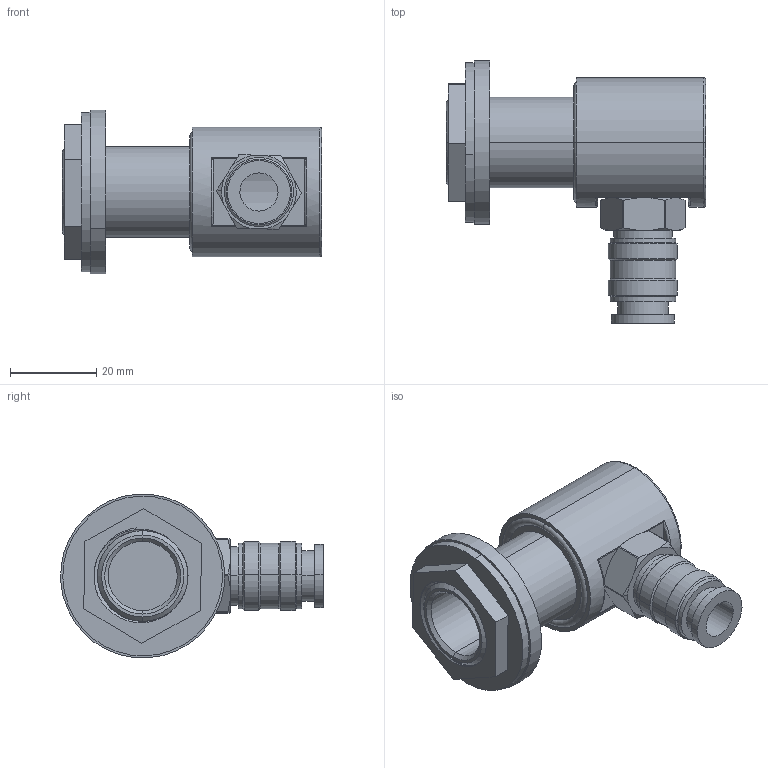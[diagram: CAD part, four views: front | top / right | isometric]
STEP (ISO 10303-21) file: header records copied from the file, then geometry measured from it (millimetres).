
FILE_DESCRIPTION (( 'STEP AP214' ), '1' );
FILE_NAME ('QC_Duschset 2.0_Pos 2_Wandauslass_Export_V1_Step.STEP', '2023-06-30T09:58:10', ( '' ), ( '' ), 'SwSTEP 2.0', 'SolidWorks 2022', '' );
FILE_SCHEMA (( 'AUTOMOTIVE_DESIGN' ));
Length unit declared in the file: millimetre
Products named in the file (1): QC_Duschset 2.0_Pos 2_Wandauslass_Export_V1_Step
Bounding box: 60 x 60.76 x 37.92 mm (x, y, z)
Surface area: 13982.7 mm2 (no closed solid volume)
Topology: 0 solids, 7 shells, 110 faces, 277 edges, 180 vertices
Faces by surface type: cylinder 48, plane 29, cone 23, torus 8, bspline 2
Entity records: 6348 total; most frequent: CARTESIAN_POINT 2509, DIRECTION 568, ORIENTED_EDGE 507, EDGE_CURVE 277, AXIS2_PLACEMENT_3D 234, VERTEX_POINT 180, EDGE_LOOP 125, CIRCLE 125
